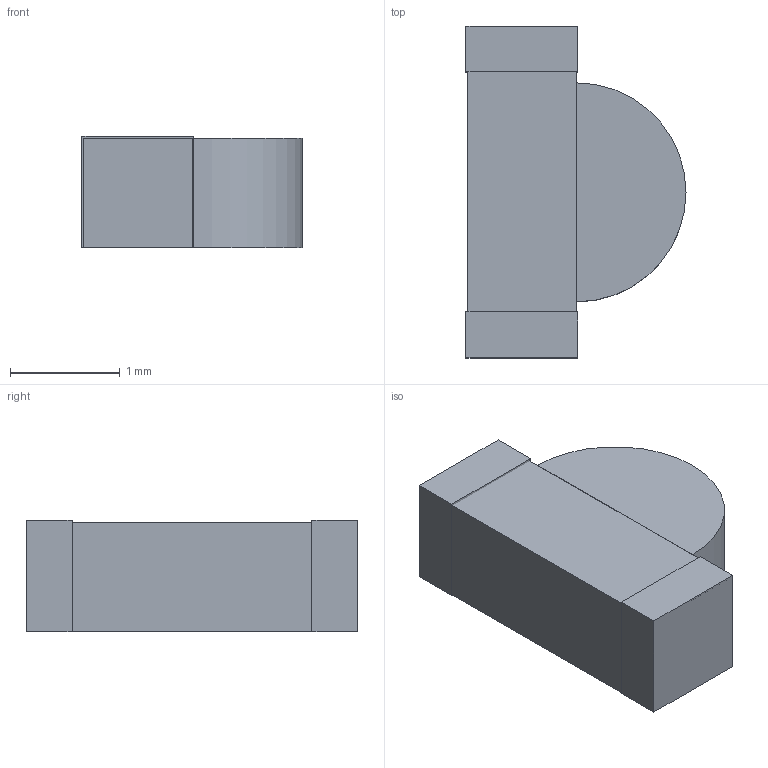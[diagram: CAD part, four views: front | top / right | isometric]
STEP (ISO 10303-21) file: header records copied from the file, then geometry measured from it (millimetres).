
FILE_DESCRIPTION(('FreeCAD Model'),'2;1');
FILE_NAME('${KIPRJMOD}VSMB10940.step', '2020-05-08T00:09:59',('kicad StepUp'),('ksu MCAD'), 'Open CASCADE STEP processor 7.3','FreeCAD','Unknown');
FILE_SCHEMA(('AUTOMOTIVE_DESIGN_CC2 { 1 2 10303 214 -1 1 5 4 }'));
Length unit declared in the file: millimetre
Products named in the file (1): VSMB10940
Bounding box: 2.01 x 3.03 x 1.02 mm (x, y, z)
Volume: 5.5 mm3; surface area: 30.9 mm2
Topology: 5 solids, 5 shells, 28 faces, 54 edges, 36 vertices
Faces by surface type: plane 27, cylinder 1
Entity records: 1602 total; most frequent: CARTESIAN_POINT 229, DIRECTION 220, LINE 156, VECTOR 156, ORIENTED_EDGE 108, PCURVE 108, DEFINITIONAL_REPRESENTATION 108, EDGE_CURVE 54
